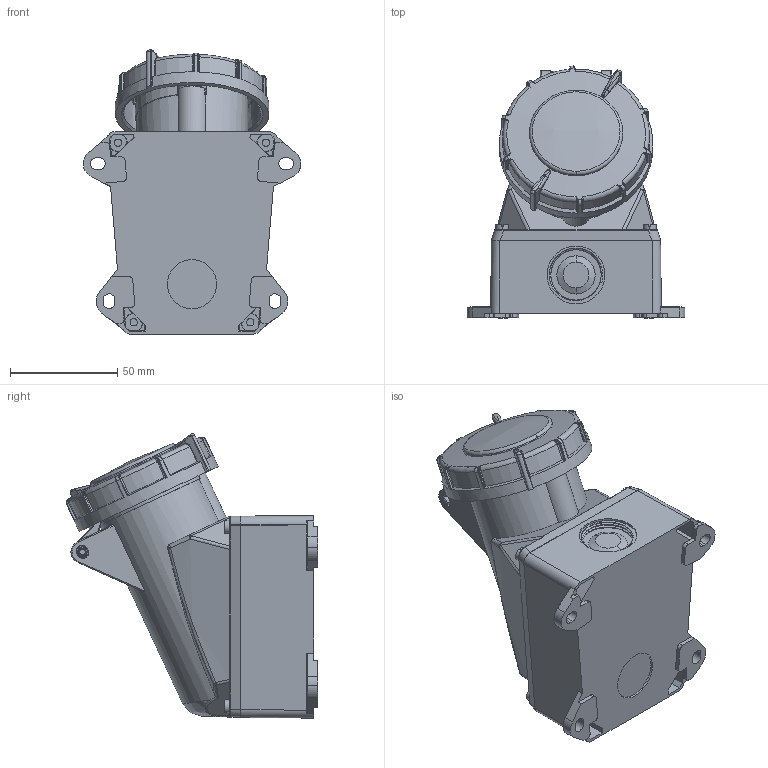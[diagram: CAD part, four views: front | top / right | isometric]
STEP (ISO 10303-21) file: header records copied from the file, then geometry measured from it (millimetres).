
FILE_DESCRIPTION (( 'STEP AP203' ), '1' );
FILE_NAME ('PSR11-016-3-0-67 Ðîçåòêà ñòö. ÑÑÈ-1132 IP67 IEK.STEP', '2025-01-22T12:52:14', ( '' ), ( '' ), 'SwSTEP 2.0', 'SolidWorks 2022', '' );
FILE_SCHEMA (( 'CONFIG_CONTROL_DESIGN' ));
Length unit declared in the file: millimetre
Products named in the file (10): QX11926.stp^PSR11-016-3-0-67 Розетка стц. ССИ-1132 IP67 IEK; QX11925.stp^PSR11-016-3-0-67 Розетка стц. ССИ-1132 IP67 IEK; PSR11-016-3-0-67 Розетка стц. ССИ-1132 IP67 IEK; QX119210.stp^PSR11-016-3-0-67 Розетка стц. ССИ-1132 IP67 IEK; QX11928.stp^PSR11-016-3-0-67 Розетка стц. ССИ-1132 IP67 IEK; QX11923.stp^PSR11-016-3-0-67 Розетка стц. ССИ-1132 IP67 IEK; QX119212.stp^PSR11-016-3-0-67 Розетка стц. ССИ-1132 IP67 IEK; QX11929.stp^PSR11-016-3-0-67 Розетка стц. ССИ-1132 IP67 IEK; QX119211.stp^PSR11-016-3-0-67 Розетка стц. ССИ-1132 IP67 IEK; QX11927.stp^PSR11-016-3-0-67 Розетка стц. ССИ-1132 IP67 IEK
Assembly tree (9 placements, depth 2):
  PSR11-016-3-0-67 Розетка стц. ССИ-1132 IP67 IEK
    QX11923.stp^PSR11-016-3-0-67 Розетка стц. ССИ-1132 IP67 IEK
    QX11925.stp^PSR11-016-3-0-67 Розетка стц. ССИ-1132 IP67 IEK
    QX11926.stp^PSR11-016-3-0-67 Розетка стц. ССИ-1132 IP67 IEK
    QX11927.stp^PSR11-016-3-0-67 Розетка стц. ССИ-1132 IP67 IEK
    QX11928.stp^PSR11-016-3-0-67 Розетка стц. ССИ-1132 IP67 IEK
    QX11929.stp^PSR11-016-3-0-67 Розетка стц. ССИ-1132 IP67 IEK
    QX119210.stp^PSR11-016-3-0-67 Розетка стц. ССИ-1132 IP67 IEK
    QX119211.stp^PSR11-016-3-0-67 Розетка стц. ССИ-1132 IP67 IEK
    QX119212.stp^PSR11-016-3-0-67 Розетка стц. ССИ-1132 IP67 IEK
Bounding box: 101.55 x 117.48 x 132.69 mm (x, y, z)
Volume: 140518.7 mm3; surface area: 105504.7 mm2
Topology: 9 solids, 9 shells, 1308 faces, 3393 edges, 2085 vertices
Faces by surface type: cylinder 469, plane 385, bspline 184, torus 116, cone 86, sphere 68
Entity records: 47992 total; most frequent: CARTESIAN_POINT 17107, ORIENTED_EDGE 6654, DIRECTION 5833, EDGE_CURVE 3327, AXIS2_PLACEMENT_3D 2247, VERTEX_POINT 2073, EDGE_LOOP 1380, LINE 1339
